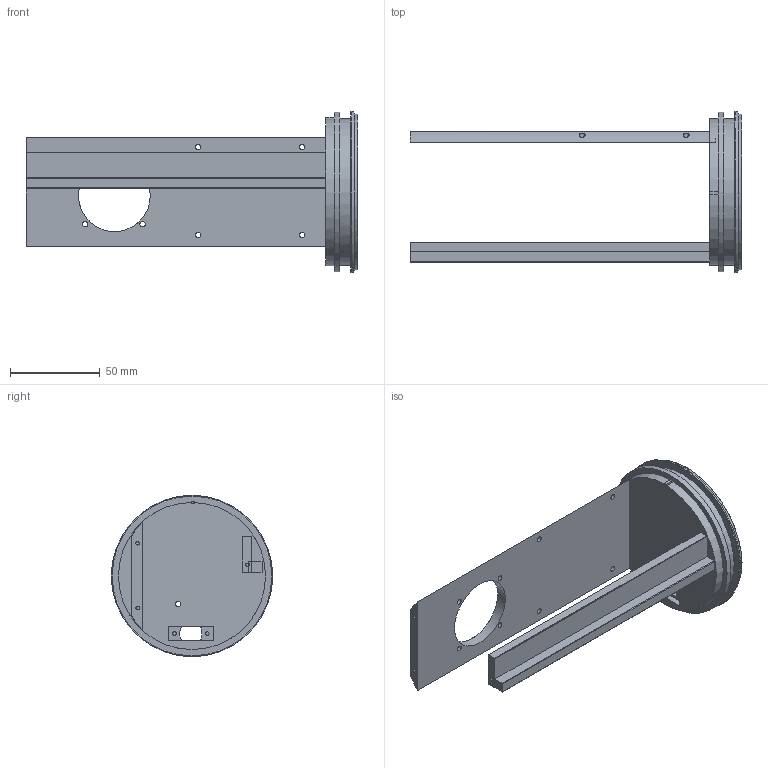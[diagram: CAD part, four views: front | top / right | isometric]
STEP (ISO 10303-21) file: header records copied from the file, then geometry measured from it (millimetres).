
FILE_DESCRIPTION(/* description */ (''),/* implementation_level */ '2;1');
FILE_NAME(/* name */ 'Case_Bottom_Inside.step',/* time_stamp */ '2025-11-08T10:09:34-05:00',/* author */ (''),/* organization */ (''),/* preprocessor_version */ 'ST-DEVELOPER v20.1',/* originating_system */ 'Autodesk Translation Framework v14.17.0.0',/* authorisation */ '');
FILE_SCHEMA (('AUTOMOTIVE_DESIGN { 1 0 10303 214 3 1 1 }'));
Length unit declared in the file: millimetre
Products named in the file (1): Case Bottom_Inside
Bounding box: 184.85 x 90 x 90 mm (x, y, z)
Volume: 185874 mm3; surface area: 72095.8 mm2
Topology: 6 solids, 6 shells, 106 faces, 242 edges, 156 vertices
Faces by surface type: plane 58, cylinder 37, torus 7, bspline 4
Full cylindrical faces by diameter (mm): 1.634 x1, 2 x8, 3 x10, 40 x1, 82 x1, 83.714 x1, 86.803 x1, 89 x1, 90 x1
Entity records: 3626 total; most frequent: CARTESIAN_POINT 1098, DIRECTION 526, ORIENTED_EDGE 484, EDGE_CURVE 242, AXIS2_PLACEMENT_3D 196, VERTEX_POINT 156, EDGE_LOOP 142, LINE 134
